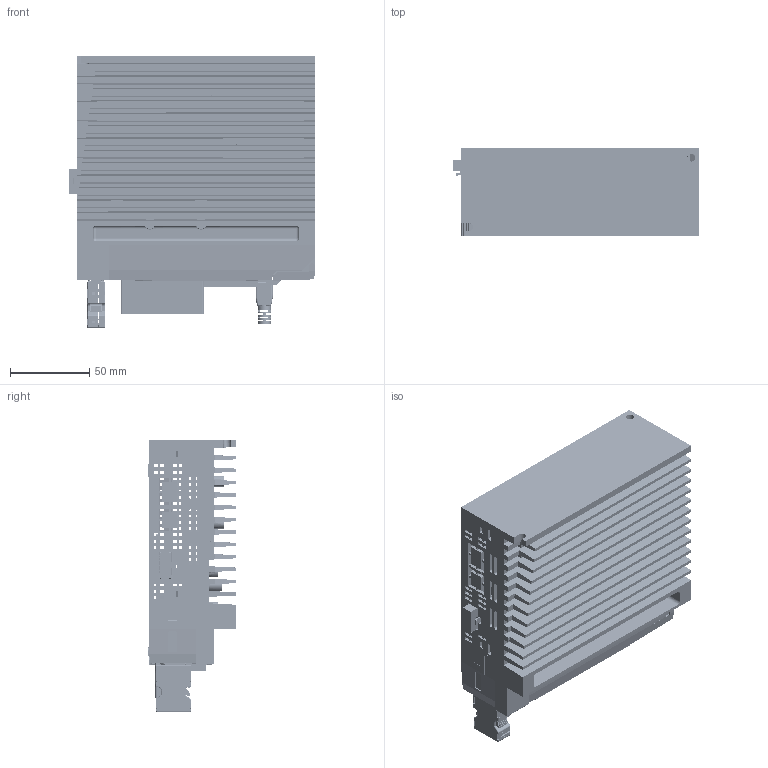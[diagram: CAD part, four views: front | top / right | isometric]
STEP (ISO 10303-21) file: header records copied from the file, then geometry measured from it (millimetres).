
FILE_DESCRIPTION((''),'2;1');
FILE_NAME('M56S-23A0RF','2023-08-15T16:26:12',('ms27526'),(''),'CREO PARAMETRIC BY PTC INC, 2018100','CREO PARAMETRIC BY PTC INC, 2018100','');
FILE_SCHEMA(('CONFIG_CONTROL_DESIGN'));
Products named in the file (1): M56S-23A0RF
Bounding box: 155.51 x 55.2 x 171.63 mm (x, y, z)
Volume: 281725.2 mm3; surface area: 303692 mm2
Topology: 15 solids, 48 shells, 8604 faces, 24407 edges, 15882 vertices
Faces by surface type: plane 5988, cylinder 2239, bspline 159, cone 112, torus 47, sphere 32, extrusion 27
Entity records: 285604 total; most frequent: CARTESIAN_POINT 59277, ORIENTED_EDGE 48261, DIRECTION 44612, EDGE_CURVE 24335, VECTOR 18844, LINE 18817, VERTEX_POINT 15882, AXIS2_PLACEMENT_3D 12884
